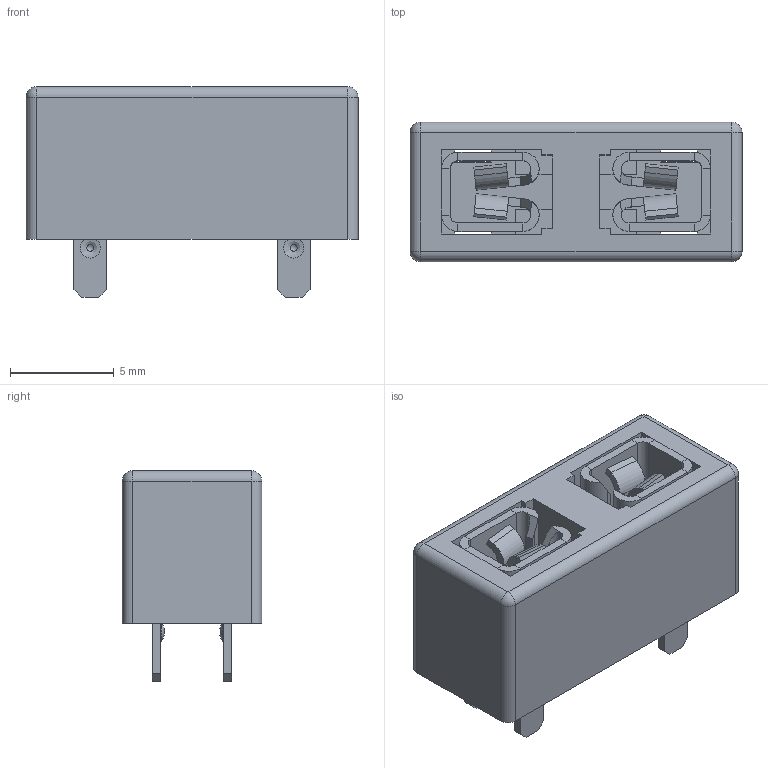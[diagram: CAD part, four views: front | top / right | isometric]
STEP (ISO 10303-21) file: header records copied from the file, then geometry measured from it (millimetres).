
FILE_DESCRIPTION(/* description */ (''),/* implementation_level */ '2;1');
FILE_NAME(/* name */ 'Keystone - 3568.step',/* time_stamp */ '2020-04-05T19:54:50+01:00',/* author */ (''),/* organization */ (''),/* preprocessor_version */ 'ST-DEVELOPER v18',/* originating_system */ 'Autodesk Translation Framework v8.12.0.6',/* authorisation */ '');
FILE_SCHEMA (('AUTOMOTIVE_DESIGN { 1 0 10303 214 3 1 1 }'));
Length unit declared in the file: millimetre
Products named in the file (1): Keystone - 3568
Bounding box: 16 x 6.73 x 10.16 mm (x, y, z)
Volume: 612.5 mm3; surface area: 1212.1 mm2
Topology: 1 solids, 3 shells, 264 faces, 688 edges, 424 vertices
Faces by surface type: plane 208, cylinder 36, sphere 12, torus 4, bspline 4
Entity records: 8104 total; most frequent: CARTESIAN_POINT 1477, ORIENTED_EDGE 1368, DIRECTION 1334, EDGE_CURVE 684, LINE 556, VECTOR 556, VERTEX_POINT 424, AXIS2_PLACEMENT_3D 389
